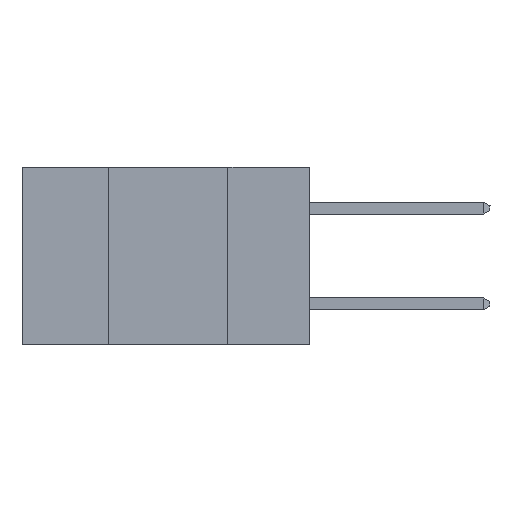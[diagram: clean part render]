
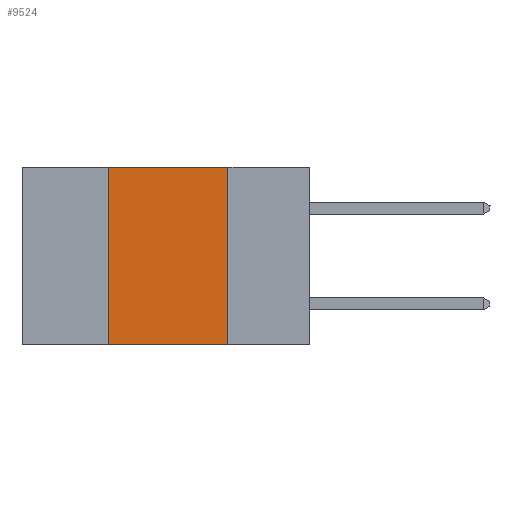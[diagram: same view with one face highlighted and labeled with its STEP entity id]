
A CAD part, left-side view. The second image highlights one B-rep face of the part: STEP entity #9524.
In plain terms, the highlighted planar face has unit normal (-1, 0, 0).
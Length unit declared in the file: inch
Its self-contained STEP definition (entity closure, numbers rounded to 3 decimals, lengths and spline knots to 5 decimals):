
#1833 = LINE ( 'NONE', #10146, #26249 ) ;
#3777 = CARTESIAN_POINT ( 'NONE',  ( 0., 0.17, 0. ) ) ;
#4971 = EDGE_CURVE ( 'NONE', #19409, #31604, #33424, .T. ) ;
#6443 = ORIENTED_EDGE ( 'NONE', *, *, #21762, .F. ) ;
#6709 = CARTESIAN_POINT ( 'NONE',  ( 0., 0.17, 0. ) ) ;
#7120 = CARTESIAN_POINT ( 'NONE',  ( 0., 0.6, 0. ) ) ;
#8193 = VERTEX_POINT ( 'NONE', #30467 ) ;
#8877 = LINE ( 'NONE', #7120, #13818 ) ;
#9163 = AXIS2_PLACEMENT_3D ( 'NONE', #23710, #26314, #18670 ) ;
#9222 = DIRECTION ( 'NONE',  ( 0., -1., 0. ) ) ;
#9524 = ADVANCED_FACE ( 'NONE', ( #23200 ), #18006, .F. ) ;
#10146 = CARTESIAN_POINT ( 'NONE',  ( 0., 0.42, 0. ) ) ;
#12142 = DIRECTION ( 'NONE',  ( 0., -1., 0. ) ) ;
#13818 = VECTOR ( 'NONE', #9222, 39.37008 ) ;
#17149 = ORIENTED_EDGE ( 'NONE', *, *, #19553, .F. ) ;
#18006 = PLANE ( 'NONE',  #9163 ) ;
#18460 = VERTEX_POINT ( 'NONE', #3777 ) ;
#18670 = DIRECTION ( 'NONE',  ( 0., 0., -1. ) ) ;
#19409 = VERTEX_POINT ( 'NONE', #27140 ) ;
#19553 = EDGE_CURVE ( 'NONE', #18460, #31604, #19681, .T. ) ;
#19681 = LINE ( 'NONE', #6709, #22663 ) ;
#19865 = DIRECTION ( 'NONE',  ( 0., 0., -1. ) ) ;
#21722 = VECTOR ( 'NONE', #12142, 39.37008 ) ;
#21762 = EDGE_CURVE ( 'NONE', #8193, #18460, #8877, .T. ) ;
#22663 = VECTOR ( 'NONE', #19865, 39.37008 ) ;
#22791 = DIRECTION ( 'NONE',  ( 0., 0., 1. ) ) ;
#23200 = FACE_OUTER_BOUND ( 'NONE', #28427, .T. ) ;
#23710 = CARTESIAN_POINT ( 'NONE',  ( 0., 0.6, 0. ) ) ;
#26249 = VECTOR ( 'NONE', #22791, 39.37008 ) ;
#26314 = DIRECTION ( 'NONE',  ( 1., 0., 0. ) ) ;
#27140 = CARTESIAN_POINT ( 'NONE',  ( 0., 0.42, -0.37 ) ) ;
#28427 = EDGE_LOOP ( 'NONE', ( #17149, #6443, #28646, #32539 ) ) ;
#28646 = ORIENTED_EDGE ( 'NONE', *, *, #33702, .F. ) ;
#30467 = CARTESIAN_POINT ( 'NONE',  ( 0., 0.42, 0. ) ) ;
#31604 = VERTEX_POINT ( 'NONE', #34108 ) ;
#32539 = ORIENTED_EDGE ( 'NONE', *, *, #4971, .T. ) ;
#33424 = LINE ( 'NONE', #33603, #21722 ) ;
#33603 = CARTESIAN_POINT ( 'NONE',  ( 0., 0.6, -0.37 ) ) ;
#33702 = EDGE_CURVE ( 'NONE', #19409, #8193, #1833, .T. ) ;
#34108 = CARTESIAN_POINT ( 'NONE',  ( 0., 0.17, -0.37 ) ) ;
